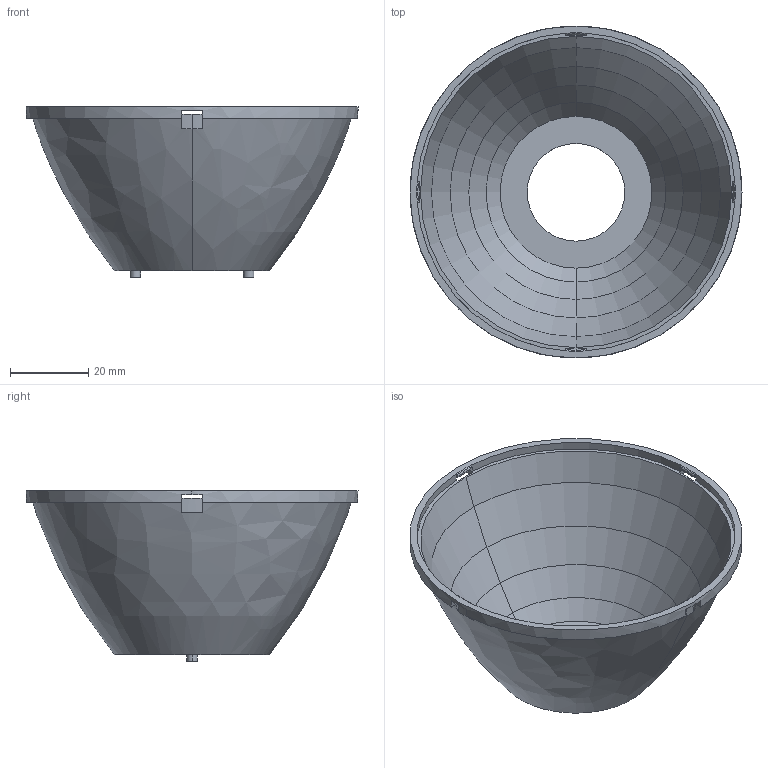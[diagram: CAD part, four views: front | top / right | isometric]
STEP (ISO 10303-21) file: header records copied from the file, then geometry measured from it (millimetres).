
FILE_DESCRIPTION (( 'STEP AP203' ), '1' );
FILE_NAME ('SL-085B-3D-V1.STEP', '2014-11-07T03:56:26', ( '微软用户' ), ( '微软中国' ), 'SwSTEP 2.0', 'SolidWorks 2014', '' );
FILE_SCHEMA (( 'CONFIG_CONTROL_DESIGN' ));
Length unit declared in the file: millimetre
Products named in the file (1): SL-085B-3D-V1
Bounding box: 85 x 85 x 43.7 mm (x, y, z)
Volume: 14112.4 mm3; surface area: 21333.5 mm2
Topology: 1 solids, 1 shells, 78 faces, 213 edges, 133 vertices
Faces by surface type: plane 30, cone 22, cylinder 18, bspline 8
Entity records: 2695 total; most frequent: CARTESIAN_POINT 699, ORIENTED_EDGE 426, DIRECTION 392, EDGE_CURVE 213, AXIS2_PLACEMENT_3D 156, VERTEX_POINT 133, CIRCLE 85, EDGE_LOOP 84
